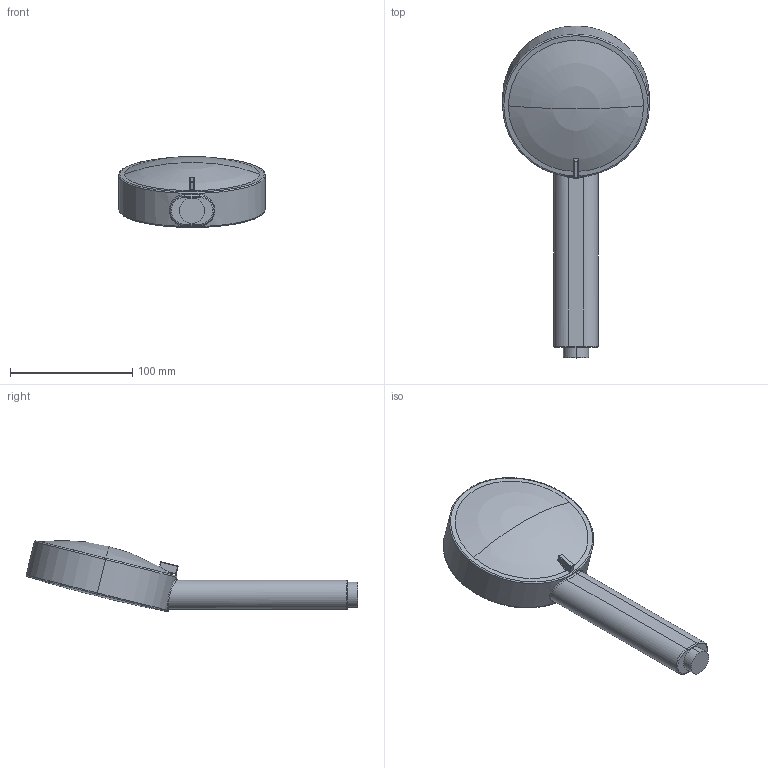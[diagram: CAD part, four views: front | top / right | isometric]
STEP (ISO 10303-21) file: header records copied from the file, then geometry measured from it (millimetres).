
FILE_DESCRIPTION (( 'STEP AP214' ), '1' );
FILE_NAME ('28012979.STEP', '2020-04-06T10:32:25', ( '' ), ( '' ), 'SwSTEP 2.0', 'SolidWorks 2017', '' );
FILE_SCHEMA (( 'AUTOMOTIVE_DESIGN' ));
Length unit declared in the file: millimetre
Products named in the file (3): 28012979; Planungsmodell_Gehaeuse-+-04.12.11.070.00-03_ _K1; Planungsmodell_Einsatz-+-04.12.11.070.00-02_ _K1
Assembly tree (2 placements, depth 2):
  28012979
    Planungsmodell_Gehaeuse-+-04.12.11.070.00-03_ _K1
    Planungsmodell_Einsatz-+-04.12.11.070.00-02_ _K1
Bounding box: 120 x 271.45 x 58.05 mm (x, y, z)
Volume: 532890.5 mm3; surface area: 69123.9 mm2
Topology: 2 solids, 2 shells, 74 faces, 169 edges, 97 vertices
Faces by surface type: bspline 34, cylinder 27, plane 11, torus 2
Entity records: 3584 total; most frequent: CARTESIAN_POINT 2083, ORIENTED_EDGE 330, DIRECTION 250, EDGE_CURVE 165, AXIS2_PLACEMENT_3D 107, VERTEX_POINT 97, EDGE_LOOP 76, ADVANCED_FACE 74
